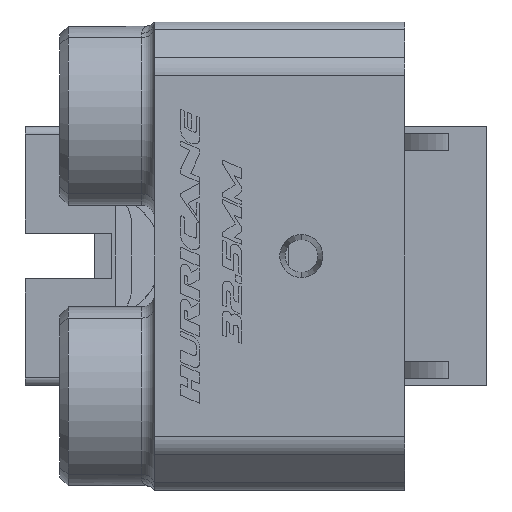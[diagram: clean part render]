
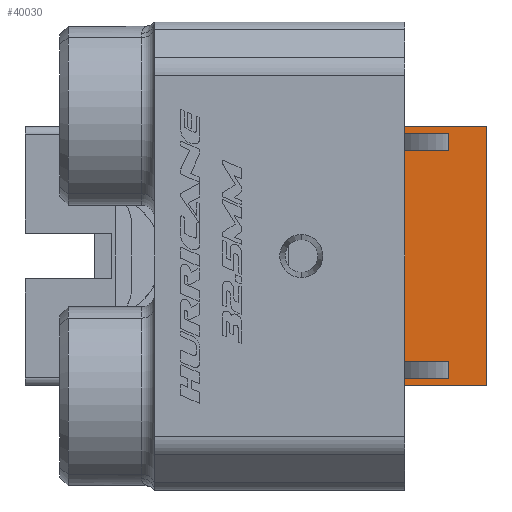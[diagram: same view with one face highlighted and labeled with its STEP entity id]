
A CAD part, left-side view. The second image highlights one B-rep face of the part: STEP entity #40030.
In plain terms, the highlighted planar face has unit normal (-1, 0, 0).
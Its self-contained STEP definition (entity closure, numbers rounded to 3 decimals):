
#604 = EDGE_CURVE ( 'NONE', #14066, #9500, #37091, .T. ) ;
#1060 = ORIENTED_EDGE ( 'NONE', *, *, #32146, .F. ) ;
#1858 = LINE ( 'NONE', #23735, #24779 ) ;
#2523 = DIRECTION ( 'NONE',  ( 0., 0., 1. ) ) ;
#3463 = CARTESIAN_POINT ( 'NONE',  ( 13., 0., 12.2 ) ) ;
#3494 = LINE ( 'NONE', #6668, #25778 ) ;
#3714 = EDGE_CURVE ( 'NONE', #23257, #20961, #11369, .T. ) ;
#3873 = CARTESIAN_POINT ( 'NONE',  ( 13., -9.5, -15. ) ) ;
#3939 = CARTESIAN_POINT ( 'NONE',  ( 13., 0., -12.2 ) ) ;
#4499 = LINE ( 'NONE', #3873, #15932 ) ;
#6124 = CARTESIAN_POINT ( 'NONE',  ( 13., -2., -12.2 ) ) ;
#6668 = CARTESIAN_POINT ( 'NONE',  ( 13., -2., -12.2 ) ) ;
#7151 = VECTOR ( 'NONE', #38672, 1000. ) ;
#7167 = CARTESIAN_POINT ( 'NONE',  ( 13., -7.074, -14.2 ) ) ;
#7353 = EDGE_CURVE ( 'NONE', #33403, #23257, #4499, .T. ) ;
#7585 = DIRECTION ( 'NONE',  ( 0., 0., 1. ) ) ;
#7954 = ORIENTED_EDGE ( 'NONE', *, *, #604, .F. ) ;
#8260 = CARTESIAN_POINT ( 'NONE',  ( 13., 0., 14.2 ) ) ;
#8744 = VECTOR ( 'NONE', #7585, 1000. ) ;
#9071 = DIRECTION ( 'NONE',  ( 0., 1., 0. ) ) ;
#9184 = EDGE_LOOP ( 'NONE', ( #31098, #19053, #7954, #13403, #29363, #9819, #35987, #1060, #41620, #30618, #21763, #34409 ) ) ;
#9463 = LINE ( 'NONE', #22278, #38555 ) ;
#9500 = VERTEX_POINT ( 'NONE', #41643 ) ;
#9819 = ORIENTED_EDGE ( 'NONE', *, *, #23080, .F. ) ;
#9825 = DIRECTION ( 'NONE',  ( 0., 0., 1. ) ) ;
#10059 = LINE ( 'NONE', #3939, #7151 ) ;
#11369 = LINE ( 'NONE', #36188, #36741 ) ;
#11499 = EDGE_CURVE ( 'NONE', #9500, #20132, #9463, .T. ) ;
#12945 = DIRECTION ( 'NONE',  ( 0., 0., -1. ) ) ;
#13314 = CARTESIAN_POINT ( 'NONE',  ( 13., -11.5, 15. ) ) ;
#13403 = ORIENTED_EDGE ( 'NONE', *, *, #19815, .T. ) ;
#13766 = LINE ( 'NONE', #29151, #38527 ) ;
#14066 = VERTEX_POINT ( 'NONE', #37211 ) ;
#14096 = LINE ( 'NONE', #7167, #8744 ) ;
#15932 = VECTOR ( 'NONE', #17336, 1000. ) ;
#16332 = VERTEX_POINT ( 'NONE', #6124 ) ;
#16541 = EDGE_CURVE ( 'NONE', #26715, #20961, #35581, .T. ) ;
#17213 = DIRECTION ( 'NONE',  ( 0., 1., 0. ) ) ;
#17336 = DIRECTION ( 'NONE',  ( 0., 1., 0. ) ) ;
#18008 = VECTOR ( 'NONE', #19040, 1000. ) ;
#18281 = CARTESIAN_POINT ( 'NONE',  ( 13., -2., 12.2 ) ) ;
#19040 = DIRECTION ( 'NONE',  ( 0., 1., 0. ) ) ;
#19053 = ORIENTED_EDGE ( 'NONE', *, *, #11499, .F. ) ;
#19068 = DIRECTION ( 'NONE',  ( 1., 0., 0. ) ) ;
#19574 = DIRECTION ( 'NONE',  ( 0., 1., 0. ) ) ;
#19632 = CARTESIAN_POINT ( 'NONE',  ( 13., -11.5, 0. ) ) ;
#19815 = EDGE_CURVE ( 'NONE', #14066, #27631, #13766, .T. ) ;
#20118 = VERTEX_POINT ( 'NONE', #13314 ) ;
#20132 = VERTEX_POINT ( 'NONE', #25523 ) ;
#20961 = VERTEX_POINT ( 'NONE', #28615 ) ;
#21038 = CARTESIAN_POINT ( 'NONE',  ( 13., -11.5, -15. ) ) ;
#21610 = PLANE ( 'NONE',  #22656 ) ;
#21763 = ORIENTED_EDGE ( 'NONE', *, *, #7353, .F. ) ;
#22023 = DIRECTION ( 'NONE',  ( 0., 0., -1. ) ) ;
#22278 = CARTESIAN_POINT ( 'NONE',  ( 13., -2., 14.2 ) ) ;
#22435 = VECTOR ( 'NONE', #26162, 1000. ) ;
#22656 = AXIS2_PLACEMENT_3D ( 'NONE', #35067, #19068, #22023 ) ;
#22960 = VECTOR ( 'NONE', #19574, 1000. ) ;
#23080 = EDGE_CURVE ( 'NONE', #16332, #32353, #3494, .T. ) ;
#23257 = VERTEX_POINT ( 'NONE', #33793 ) ;
#23735 = CARTESIAN_POINT ( 'NONE',  ( 13., -9.5, 15. ) ) ;
#23983 = EDGE_CURVE ( 'NONE', #33403, #20118, #29733, .T. ) ;
#24779 = VECTOR ( 'NONE', #17213, 1000. ) ;
#25523 = CARTESIAN_POINT ( 'NONE',  ( 13., -2., 15. ) ) ;
#25778 = VECTOR ( 'NONE', #9825, 1000. ) ;
#25823 = EDGE_CURVE ( 'NONE', #36535, #16332, #10059, .T. ) ;
#26162 = DIRECTION ( 'NONE',  ( 0., 0., 1. ) ) ;
#26715 = VERTEX_POINT ( 'NONE', #27360 ) ;
#27360 = CARTESIAN_POINT ( 'NONE',  ( 13., -7.074, -14.2 ) ) ;
#27631 = VERTEX_POINT ( 'NONE', #30357 ) ;
#28615 = CARTESIAN_POINT ( 'NONE',  ( 13., -2., -14.2 ) ) ;
#29151 = CARTESIAN_POINT ( 'NONE',  ( 13., -7.074, 14.2 ) ) ;
#29363 = ORIENTED_EDGE ( 'NONE', *, *, #39301, .T. ) ;
#29733 = LINE ( 'NONE', #19632, #22435 ) ;
#29865 = DIRECTION ( 'NONE',  ( 0., 0., 1. ) ) ;
#30061 = EDGE_CURVE ( 'NONE', #20118, #20132, #1858, .T. ) ;
#30357 = CARTESIAN_POINT ( 'NONE',  ( 13., -7.074, 12.2 ) ) ;
#30618 = ORIENTED_EDGE ( 'NONE', *, *, #3714, .F. ) ;
#31098 = ORIENTED_EDGE ( 'NONE', *, *, #30061, .T. ) ;
#32146 = EDGE_CURVE ( 'NONE', #26715, #36535, #14096, .T. ) ;
#32353 = VERTEX_POINT ( 'NONE', #18281 ) ;
#33344 = VECTOR ( 'NONE', #9071, 1000. ) ;
#33403 = VERTEX_POINT ( 'NONE', #21038 ) ;
#33793 = CARTESIAN_POINT ( 'NONE',  ( 13., -2., -15. ) ) ;
#34409 = ORIENTED_EDGE ( 'NONE', *, *, #23983, .T. ) ;
#35067 = CARTESIAN_POINT ( 'NONE',  ( 13., -9.5, 0. ) ) ;
#35581 = LINE ( 'NONE', #35783, #22960 ) ;
#35619 = CARTESIAN_POINT ( 'NONE',  ( 13., -7.074, -12.2 ) ) ;
#35783 = CARTESIAN_POINT ( 'NONE',  ( 13., 0., -14.2 ) ) ;
#35987 = ORIENTED_EDGE ( 'NONE', *, *, #25823, .F. ) ;
#36188 = CARTESIAN_POINT ( 'NONE',  ( 13., -2., -15. ) ) ;
#36535 = VERTEX_POINT ( 'NONE', #35619 ) ;
#36741 = VECTOR ( 'NONE', #29865, 1000. ) ;
#37091 = LINE ( 'NONE', #8260, #33344 ) ;
#37211 = CARTESIAN_POINT ( 'NONE',  ( 13., -7.074, 14.2 ) ) ;
#38420 = LINE ( 'NONE', #3463, #18008 ) ;
#38527 = VECTOR ( 'NONE', #12945, 1000. ) ;
#38555 = VECTOR ( 'NONE', #2523, 1000. ) ;
#38672 = DIRECTION ( 'NONE',  ( 0., 1., 0. ) ) ;
#39301 = EDGE_CURVE ( 'NONE', #27631, #32353, #38420, .T. ) ;
#40030 = ADVANCED_FACE ( 'NONE', ( #40780 ), #21610, .F. ) ;
#40780 = FACE_OUTER_BOUND ( 'NONE', #9184, .T. ) ;
#41620 = ORIENTED_EDGE ( 'NONE', *, *, #16541, .T. ) ;
#41643 = CARTESIAN_POINT ( 'NONE',  ( 13., -2., 14.2 ) ) ;
